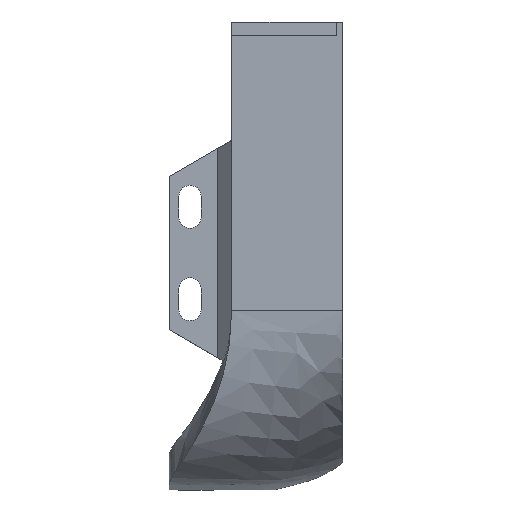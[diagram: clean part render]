
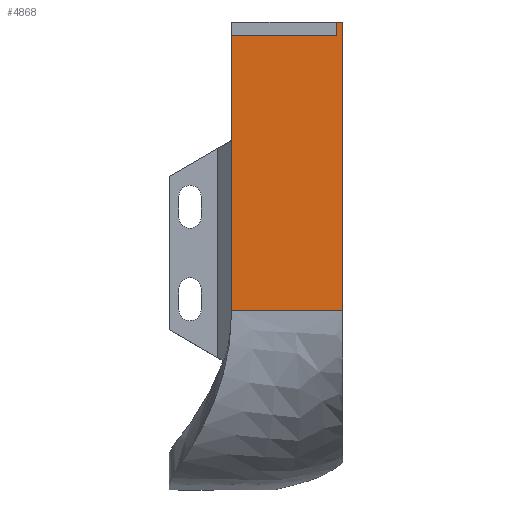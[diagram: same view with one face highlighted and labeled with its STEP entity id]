
A CAD part, left-side view. The second image highlights one B-rep face of the part: STEP entity #4868.
In plain terms, the highlighted planar face has unit normal (-1, 0, 0).
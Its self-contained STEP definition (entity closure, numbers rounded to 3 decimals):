
#930=ORIENTED_EDGE('',*,*,#2397,.T.);
#931=ORIENTED_EDGE('',*,*,#2409,.F.);
#932=ORIENTED_EDGE('',*,*,#2302,.F.);
#933=ORIENTED_EDGE('',*,*,#2357,.F.);
#934=ORIENTED_EDGE('',*,*,#2355,.F.);
#935=ORIENTED_EDGE('',*,*,#2408,.T.);
#2302=EDGE_CURVE('',#3075,#3076,#3451,.T.);
#2355=EDGE_CURVE('',#3119,#3120,#3486,.T.);
#2357=EDGE_CURVE('',#3120,#3075,#3488,.T.);
#2397=EDGE_CURVE('',#3148,#3147,#3523,.T.);
#2408=EDGE_CURVE('',#3119,#3148,#3531,.T.);
#2409=EDGE_CURVE('',#3076,#3147,#3532,.T.);
#3075=VERTEX_POINT('',#6803);
#3076=VERTEX_POINT('',#6804);
#3119=VERTEX_POINT('',#7042);
#3120=VERTEX_POINT('',#7044);
#3147=VERTEX_POINT('',#7126);
#3148=VERTEX_POINT('',#7128);
#3451=LINE('',#6802,#3822);
#3486=LINE('',#7043,#3857);
#3488=LINE('',#7047,#3859);
#3523=LINE('',#7127,#3894);
#3531=LINE('',#7157,#3902);
#3532=LINE('',#7159,#3903);
#3822=VECTOR('',#5331,1000.);
#3857=VECTOR('',#5402,1000.);
#3859=VECTOR('',#5406,1000.);
#3894=VECTOR('',#5477,1000.);
#3902=VECTOR('',#5495,1000.);
#3903=VECTOR('',#5498,1000.);
#4204=EDGE_LOOP('',(#930,#931,#932,#933,#934,#935));
#4495=FACE_BOUND('',#4204,.T.);
#4770=PLANE('',#5175);
#4868=ADVANCED_FACE('',(#4495),#4770,.T.);
#5175=AXIS2_PLACEMENT_3D('',#7158,#5496,#5497);
#5331=DIRECTION('',(0.,0.,-1.));
#5402=DIRECTION('',(0.,0.,1.));
#5406=DIRECTION('',(0.,-1.,0.));
#5477=DIRECTION('',(0.,0.,-1.));
#5495=DIRECTION('',(0.,1.,0.));
#5496=DIRECTION('',(-1.,0.,0.));
#5497=DIRECTION('',(0.,0.,1.));
#5498=DIRECTION('',(0.,1.,0.));
#6802=CARTESIAN_POINT('',(-31.,-47.,33.));
#6803=CARTESIAN_POINT('',(-31.,-47.,35.));
#6804=CARTESIAN_POINT('',(-31.,-47.,-6.5));
#7042=CARTESIAN_POINT('',(-31.,-46.1,33.));
#7043=CARTESIAN_POINT('',(-31.,-46.1,33.));
#7044=CARTESIAN_POINT('',(-31.,-46.1,35.));
#7047=CARTESIAN_POINT('',(-31.,-46.1,35.));
#7126=CARTESIAN_POINT('',(-31.,-31.,-6.5));
#7127=CARTESIAN_POINT('',(-31.,-31.,-3.));
#7128=CARTESIAN_POINT('',(-31.,-31.,33.));
#7157=CARTESIAN_POINT('',(-31.,-46.,33.));
#7158=CARTESIAN_POINT('',(-31.,-46.,-15.));
#7159=CARTESIAN_POINT('',(-31.,-47.,-6.5));
